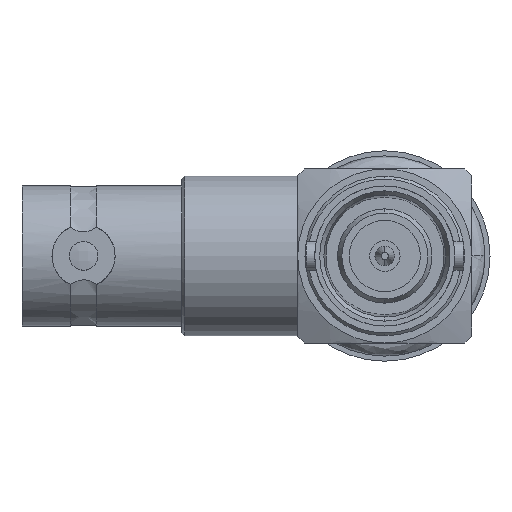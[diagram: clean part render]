
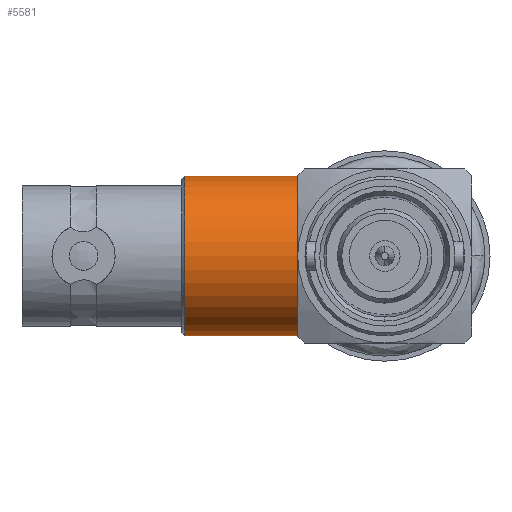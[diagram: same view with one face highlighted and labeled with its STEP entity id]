
A CAD part, left-side view. The second image highlights one B-rep face of the part: STEP entity #5581.
In plain terms, the highlighted cylindrical face has radius 5.5 mm (diameter 11 mm), a partial arc.
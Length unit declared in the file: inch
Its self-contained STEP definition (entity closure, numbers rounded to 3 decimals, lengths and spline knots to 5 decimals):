
#370 = ORIENTED_EDGE ( 'NONE', *, *, #8379, .T. ) ;
#414 = DIRECTION ( 'NONE',  ( 0., 0., -1. ) ) ;
#729 = CARTESIAN_POINT ( 'NONE',  ( 0.74803, 0., -0.21654 ) ) ;
#1116 = CIRCLE ( 'NONE', #3803, 0.21654 ) ;
#1119 = CARTESIAN_POINT ( 'NONE',  ( 0.89291, 0., 0.21654 ) ) ;
#1165 = DIRECTION ( 'NONE',  ( -1., 0., 0. ) ) ;
#1286 = DIRECTION ( 'NONE',  ( -1., 0., 0. ) ) ;
#1724 = VERTEX_POINT ( 'NONE', #729 ) ;
#1833 = EDGE_CURVE ( 'NONE', #4183, #8482, #4485, .T. ) ;
#2121 = EDGE_LOOP ( 'NONE', ( #4463, #370, #5072, #5751 ) ) ;
#2498 = DIRECTION ( 'NONE',  ( -1., 0., 0. ) ) ;
#2601 = CIRCLE ( 'NONE', #7570, 0.21654 ) ;
#2614 = VECTOR ( 'NONE', #1165, 39.37008 ) ;
#3147 = DIRECTION ( 'NONE',  ( -1., 0., 0. ) ) ;
#3354 = DIRECTION ( 'NONE',  ( -1., 0., 0. ) ) ;
#3466 = CARTESIAN_POINT ( 'NONE',  ( 0.44094, 0., 0.21654 ) ) ;
#3803 = AXIS2_PLACEMENT_3D ( 'NONE', #7863, #3147, #414 ) ;
#3838 = EDGE_CURVE ( 'NONE', #8482, #8040, #1116, .T. ) ;
#3961 = FACE_OUTER_BOUND ( 'NONE', #2121, .T. ) ;
#4024 = LINE ( 'NONE', #7384, #6391 ) ;
#4183 = VERTEX_POINT ( 'NONE', #7942 ) ;
#4463 = ORIENTED_EDGE ( 'NONE', *, *, #6222, .T. ) ;
#4485 = LINE ( 'NONE', #1119, #2614 ) ;
#5002 = CARTESIAN_POINT ( 'NONE',  ( 0.44094, 0., -0.21654 ) ) ;
#5072 = ORIENTED_EDGE ( 'NONE', *, *, #3838, .F. ) ;
#5090 = DIRECTION ( 'NONE',  ( 0., 0., 1. ) ) ;
#5581 = ADVANCED_FACE ( 'NONE', ( #3961 ), #8171, .T. ) ;
#5751 = ORIENTED_EDGE ( 'NONE', *, *, #1833, .F. ) ;
#5768 = CARTESIAN_POINT ( 'NONE',  ( 0.74803, 0., 0. ) ) ;
#6061 = DIRECTION ( 'NONE',  ( 0., 0., 1. ) ) ;
#6222 = EDGE_CURVE ( 'NONE', #4183, #1724, #2601, .T. ) ;
#6391 = VECTOR ( 'NONE', #1286, 39.37008 ) ;
#6693 = CARTESIAN_POINT ( 'NONE',  ( 0.89291, 0., 0. ) ) ;
#7384 = CARTESIAN_POINT ( 'NONE',  ( 0.89291, 0., -0.21654 ) ) ;
#7490 = AXIS2_PLACEMENT_3D ( 'NONE', #6693, #3354, #6061 ) ;
#7570 = AXIS2_PLACEMENT_3D ( 'NONE', #5768, #2498, #5090 ) ;
#7863 = CARTESIAN_POINT ( 'NONE',  ( 0.44094, 0., 0. ) ) ;
#7942 = CARTESIAN_POINT ( 'NONE',  ( 0.74803, 0., 0.21654 ) ) ;
#8040 = VERTEX_POINT ( 'NONE', #5002 ) ;
#8171 = CYLINDRICAL_SURFACE ( 'NONE', #7490, 0.21654 ) ;
#8379 = EDGE_CURVE ( 'NONE', #1724, #8040, #4024, .T. ) ;
#8482 = VERTEX_POINT ( 'NONE', #3466 ) ;
